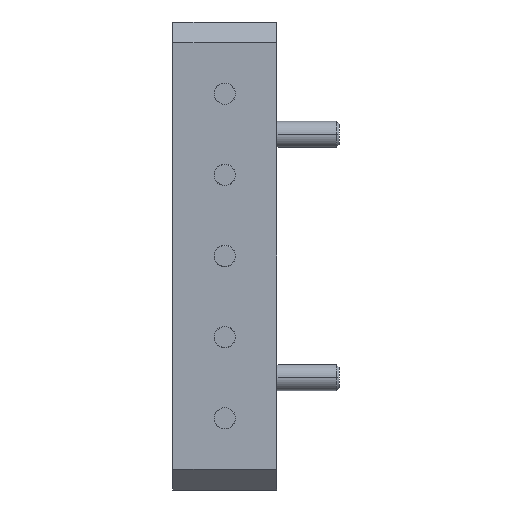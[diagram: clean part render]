
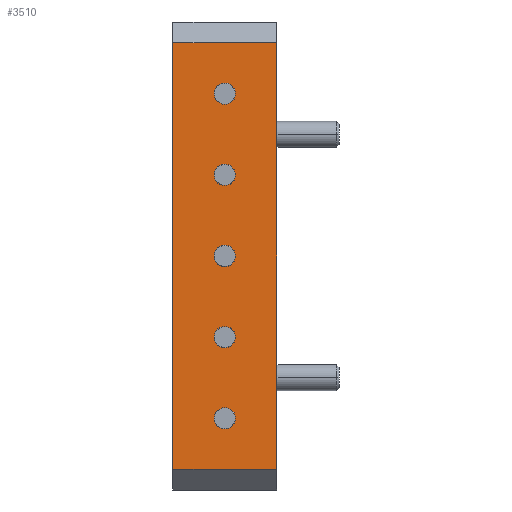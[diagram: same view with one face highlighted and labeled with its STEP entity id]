
A CAD part, left-side view. The second image highlights one B-rep face of the part: STEP entity #3510.
In plain terms, the highlighted planar face has unit normal (-1, 0, 0).
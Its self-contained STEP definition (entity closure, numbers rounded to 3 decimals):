
#5 = DIRECTION ( 'NONE',  ( 0., 0., -1. ) ) ;
#73 = EDGE_CURVE ( 'Defeature ausgef�hrt3_18+Defeature ausgef�hrt3_23+Defeature ausgef�hrt3_54+Defeature ausgef�hrt3_55', #3658, #4809, #742, .T. ) ;
#154 = CIRCLE ( 'NONE', #9196, 1.025 ) ;
#204 = LINE ( 'NONE', #5618, #9057 ) ;
#234 = CARTESIAN_POINT ( 'NONE',  ( -10., 5., 14.575 ) ) ;
#252 = ORIENTED_EDGE ( 'NONE', *, *, #5283, .T. ) ;
#334 = DIRECTION ( 'NONE',  ( 1., 0., 0. ) ) ;
#458 = AXIS2_PLACEMENT_3D ( 'NONE', #3969, #4711, #6365 ) ;
#479 = CARTESIAN_POINT ( 'NONE',  ( -10., 5., 15.6 ) ) ;
#535 = CARTESIAN_POINT ( 'NONE',  ( -10., 0., -20.5 ) ) ;
#694 = DIRECTION ( 'NONE',  ( 0., 0., -1. ) ) ;
#714 = DIRECTION ( 'NONE',  ( 1., 0., 0. ) ) ;
#722 = EDGE_CURVE ( 'Defeature ausgef�hrt3_23+Defeature ausgef�hrt3_36+Defeature ausgef�hrt3_36+Defeature ausgef�hrt3_36', #2145, #5390, #8161, .T. ) ;
#742 = LINE ( 'NONE', #6879, #4442 ) ;
#754 = CARTESIAN_POINT ( 'NONE',  ( -10., 5., 16.625 ) ) ;
#823 = ORIENTED_EDGE ( 'NONE', *, *, #8858, .T. ) ;
#830 = VERTEX_POINT ( 'NONE', #2824 ) ;
#910 = CIRCLE ( 'NONE', #3728, 1.025 ) ;
#1033 = ORIENTED_EDGE ( 'NONE', *, *, #4607, .T. ) ;
#1126 = CARTESIAN_POINT ( 'NONE',  ( -10., 10., -20.5 ) ) ;
#1153 = CIRCLE ( 'NONE', #6078, 1.025 ) ;
#1249 = VERTEX_POINT ( 'NONE', #5140 ) ;
#1289 = FACE_OUTER_BOUND ( 'NONE', #7376, .T. ) ;
#1322 = AXIS2_PLACEMENT_3D ( 'NONE', #6206, #1916, #2673 ) ;
#1421 = DIRECTION ( 'NONE',  ( 0., 0., -1. ) ) ;
#1439 = ORIENTED_EDGE ( 'NONE', *, *, #8937, .T. ) ;
#1621 = CARTESIAN_POINT ( 'NONE',  ( -10., 0., -22.5 ) ) ;
#1640 = DIRECTION ( 'NONE',  ( 0., 0., 1. ) ) ;
#1803 = CARTESIAN_POINT ( 'NONE',  ( -10., 10., 20.5 ) ) ;
#1862 = ORIENTED_EDGE ( 'NONE', *, *, #6546, .T. ) ;
#1870 = CARTESIAN_POINT ( 'NONE',  ( -10., 10., 20.5 ) ) ;
#1903 = ORIENTED_EDGE ( 'NONE', *, *, #9184, .T. ) ;
#1916 = DIRECTION ( 'NONE',  ( 1., 0., 0. ) ) ;
#2081 = FACE_BOUND ( 'NONE', #4262, .T. ) ;
#2138 = CIRCLE ( 'NONE', #1322, 1.025 ) ;
#2145 = VERTEX_POINT ( 'NONE', #6920 ) ;
#2201 = ORIENTED_EDGE ( 'NONE', *, *, #73, .F. ) ;
#2426 = DIRECTION ( 'NONE',  ( 0., 0., -1. ) ) ;
#2536 = VERTEX_POINT ( 'NONE', #7909 ) ;
#2648 = ORIENTED_EDGE ( 'NONE', *, *, #722, .T. ) ;
#2672 = CIRCLE ( 'NONE', #458, 1.025 ) ;
#2673 = DIRECTION ( 'NONE',  ( 0., 0., -1. ) ) ;
#2737 = CARTESIAN_POINT ( 'NONE',  ( -10., 5., 7.8 ) ) ;
#2824 = CARTESIAN_POINT ( 'NONE',  ( -10., 5., 8.825 ) ) ;
#2850 = CIRCLE ( 'NONE', #5831, 1.025 ) ;
#2909 = VERTEX_POINT ( 'NONE', #535 ) ;
#2974 = LINE ( 'NONE', #1870, #5520 ) ;
#3020 = DIRECTION ( 'NONE',  ( 1., 0., 0. ) ) ;
#3062 = DIRECTION ( 'NONE',  ( 0., 0., -1. ) ) ;
#3100 = CARTESIAN_POINT ( 'NONE',  ( -10., 5., 0. ) ) ;
#3211 = LINE ( 'NONE', #1621, #3669 ) ;
#3238 = FACE_BOUND ( 'NONE', #3571, .T. ) ;
#3241 = EDGE_LOOP ( 'NONE', ( #1439, #1033 ) ) ;
#3391 = DIRECTION ( 'NONE',  ( 0., 1., 0. ) ) ;
#3510 = ADVANCED_FACE ( 'Defeature ausgef�hrt3_23', ( #7701, #5052, #2081, #7136, #3238, #1289 ), #6463, .F. ) ;
#3571 = EDGE_LOOP ( 'NONE', ( #252, #1903 ) ) ;
#3614 = CARTESIAN_POINT ( 'NONE',  ( -10., 5., -16.625 ) ) ;
#3618 = AXIS2_PLACEMENT_3D ( 'NONE', #479, #8875, #6867 ) ;
#3658 = VERTEX_POINT ( 'NONE', #1126 ) ;
#3669 = VECTOR ( 'NONE', #5319, 1000. ) ;
#3728 = AXIS2_PLACEMENT_3D ( 'NONE', #7339, #714, #6737 ) ;
#3836 = DIRECTION ( 'NONE',  ( 1., 0., 0. ) ) ;
#3969 = CARTESIAN_POINT ( 'NONE',  ( -10., 5., 0. ) ) ;
#4089 = DIRECTION ( 'NONE',  ( 0., 0., -1. ) ) ;
#4111 = ORIENTED_EDGE ( 'NONE', *, *, #8822, .T. ) ;
#4156 = ORIENTED_EDGE ( 'NONE', *, *, #5161, .T. ) ;
#4262 = EDGE_LOOP ( 'NONE', ( #9227, #8658 ) ) ;
#4395 = DIRECTION ( 'NONE',  ( 1., 0., 0. ) ) ;
#4442 = VECTOR ( 'NONE', #1640, 1000. ) ;
#4498 = CIRCLE ( 'NONE', #5253, 1.025 ) ;
#4532 = CARTESIAN_POINT ( 'NONE',  ( -10., 5., 7.8 ) ) ;
#4607 = EDGE_CURVE ( 'Defeature ausgef�hrt3_23+Defeature ausgef�hrt3_44+Defeature ausgef�hrt3_44+Defeature ausgef�hrt3_44', #830, #8672, #6791, .T. ) ;
#4711 = DIRECTION ( 'NONE',  ( 1., 0., 0. ) ) ;
#4809 = VERTEX_POINT ( 'NONE', #1803 ) ;
#5052 = FACE_BOUND ( 'NONE', #3241, .T. ) ;
#5084 = VERTEX_POINT ( 'NONE', #3614 ) ;
#5140 = CARTESIAN_POINT ( 'NONE',  ( -10., 5., -14.575 ) ) ;
#5161 = EDGE_CURVE ( 'Defeature ausgef�hrt3_23+Defeature ausgef�hrt3_19+Defeature ausgef�hrt3_54+Defeature ausgef�hrt3_55', #2909, #8079, #3211, .T. ) ;
#5253 = AXIS2_PLACEMENT_3D ( 'NONE', #3100, #3020, #8893 ) ;
#5283 = EDGE_CURVE ( 'Defeature ausgef�hrt3_23+Defeature ausgef�hrt3_35+Defeature ausgef�hrt3_35+Defeature ausgef�hrt3_35', #5084, #1249, #2850, .T. ) ;
#5319 = DIRECTION ( 'NONE',  ( 0., 0., 1. ) ) ;
#5339 = AXIS2_PLACEMENT_3D ( 'NONE', #7453, #3836, #3062 ) ;
#5390 = VERTEX_POINT ( 'NONE', #8052 ) ;
#5436 = CARTESIAN_POINT ( 'NONE',  ( -10., 5., 6.775 ) ) ;
#5520 = VECTOR ( 'NONE', #3391, 1000. ) ;
#5618 = CARTESIAN_POINT ( 'NONE',  ( -10., 10., -20.5 ) ) ;
#5831 = AXIS2_PLACEMENT_3D ( 'NONE', #8271, #334, #2426 ) ;
#5953 = DIRECTION ( 'NONE',  ( 1., 0., 0. ) ) ;
#5957 = EDGE_CURVE ( 'Defeature ausgef�hrt3_23+Defeature ausgef�hrt3_41+Defeature ausgef�hrt3_41+Defeature ausgef�hrt3_41', #2536, #6720, #4498, .T. ) ;
#6078 = AXIS2_PLACEMENT_3D ( 'NONE', #8753, #4395, #5 ) ;
#6080 = EDGE_CURVE ( 'Defeature ausgef�hrt3_23+Defeature ausgef�hrt3_41+Defeature ausgef�hrt3_41+Defeature ausgef�hrt3_41', #6720, #2536, #2672, .T. ) ;
#6117 = ORIENTED_EDGE ( 'NONE', *, *, #7042, .T. ) ;
#6127 = VERTEX_POINT ( 'NONE', #234 ) ;
#6148 = EDGE_LOOP ( 'NONE', ( #4111, #823 ) ) ;
#6175 = CIRCLE ( 'NONE', #3618, 1.025 ) ;
#6206 = CARTESIAN_POINT ( 'NONE',  ( -10., 5., -7.8 ) ) ;
#6292 = CARTESIAN_POINT ( 'NONE',  ( -10., 0., 20.5 ) ) ;
#6365 = DIRECTION ( 'NONE',  ( 0., 0., -1. ) ) ;
#6411 = DIRECTION ( 'NONE',  ( 1., 0., 0. ) ) ;
#6445 = AXIS2_PLACEMENT_3D ( 'NONE', #6579, #5953, #1421 ) ;
#6463 = PLANE ( 'NONE',  #6445 ) ;
#6546 = EDGE_CURVE ( 'Defeature ausgef�hrt3_23+Defeature ausgef�hrt3_54+Defeature ausgef�hrt3_18+Defeature ausgef�hrt3_19', #3658, #2909, #204, .T. ) ;
#6579 = CARTESIAN_POINT ( 'NONE',  ( -10., 10., -22.5 ) ) ;
#6594 = DIRECTION ( 'NONE',  ( 1., 0., 0. ) ) ;
#6720 = VERTEX_POINT ( 'NONE', #7123 ) ;
#6737 = DIRECTION ( 'NONE',  ( 0., 0., -1. ) ) ;
#6791 = CIRCLE ( 'NONE', #7275, 1.025 ) ;
#6867 = DIRECTION ( 'NONE',  ( 0., 0., -1. ) ) ;
#6879 = CARTESIAN_POINT ( 'NONE',  ( -10., 10., -22.5 ) ) ;
#6920 = CARTESIAN_POINT ( 'NONE',  ( -10., 5., -8.825 ) ) ;
#7042 = EDGE_CURVE ( 'Defeature ausgef�hrt3_23+Defeature ausgef�hrt3_36+Defeature ausgef�hrt3_36+Defeature ausgef�hrt3_36', #5390, #2145, #2138, .T. ) ;
#7123 = CARTESIAN_POINT ( 'NONE',  ( -10., 5., 1.025 ) ) ;
#7136 = FACE_BOUND ( 'NONE', #8428, .T. ) ;
#7219 = VERTEX_POINT ( 'NONE', #754 ) ;
#7275 = AXIS2_PLACEMENT_3D ( 'NONE', #4532, #6594, #694 ) ;
#7339 = CARTESIAN_POINT ( 'NONE',  ( -10., 5., -15.6 ) ) ;
#7376 = EDGE_LOOP ( 'NONE', ( #2201, #1862, #4156, #9169 ) ) ;
#7453 = CARTESIAN_POINT ( 'NONE',  ( -10., 5., -7.8 ) ) ;
#7701 = FACE_BOUND ( 'NONE', #6148, .T. ) ;
#7909 = CARTESIAN_POINT ( 'NONE',  ( -10., 5., -1.025 ) ) ;
#8052 = CARTESIAN_POINT ( 'NONE',  ( -10., 5., -6.775 ) ) ;
#8079 = VERTEX_POINT ( 'NONE', #6292 ) ;
#8161 = CIRCLE ( 'NONE', #5339, 1.025 ) ;
#8271 = CARTESIAN_POINT ( 'NONE',  ( -10., 5., -15.6 ) ) ;
#8428 = EDGE_LOOP ( 'NONE', ( #2648, #6117 ) ) ;
#8586 = EDGE_CURVE ( 'Defeature ausgef�hrt3_23+Defeature ausgef�hrt3_55+Defeature ausgef�hrt3_19+Defeature ausgef�hrt3_18', #8079, #4809, #2974, .T. ) ;
#8658 = ORIENTED_EDGE ( 'NONE', *, *, #6080, .T. ) ;
#8672 = VERTEX_POINT ( 'NONE', #5436 ) ;
#8753 = CARTESIAN_POINT ( 'NONE',  ( -10., 5., 15.6 ) ) ;
#8822 = EDGE_CURVE ( 'Defeature ausgef�hrt3_23+Defeature ausgef�hrt3_47+Defeature ausgef�hrt3_47+Defeature ausgef�hrt3_47', #6127, #7219, #1153, .T. ) ;
#8858 = EDGE_CURVE ( 'Defeature ausgef�hrt3_23+Defeature ausgef�hrt3_47+Defeature ausgef�hrt3_47+Defeature ausgef�hrt3_47', #7219, #6127, #6175, .T. ) ;
#8875 = DIRECTION ( 'NONE',  ( 1., 0., 0. ) ) ;
#8893 = DIRECTION ( 'NONE',  ( 0., 0., -1. ) ) ;
#8937 = EDGE_CURVE ( 'Defeature ausgef�hrt3_23+Defeature ausgef�hrt3_44+Defeature ausgef�hrt3_44+Defeature ausgef�hrt3_44', #8672, #830, #154, .T. ) ;
#9057 = VECTOR ( 'NONE', #9359, 1000. ) ;
#9169 = ORIENTED_EDGE ( 'NONE', *, *, #8586, .T. ) ;
#9184 = EDGE_CURVE ( 'Defeature ausgef�hrt3_23+Defeature ausgef�hrt3_35+Defeature ausgef�hrt3_35+Defeature ausgef�hrt3_35', #1249, #5084, #910, .T. ) ;
#9196 = AXIS2_PLACEMENT_3D ( 'NONE', #2737, #6411, #4089 ) ;
#9227 = ORIENTED_EDGE ( 'NONE', *, *, #5957, .T. ) ;
#9359 = DIRECTION ( 'NONE',  ( 0., -1., 0. ) ) ;
